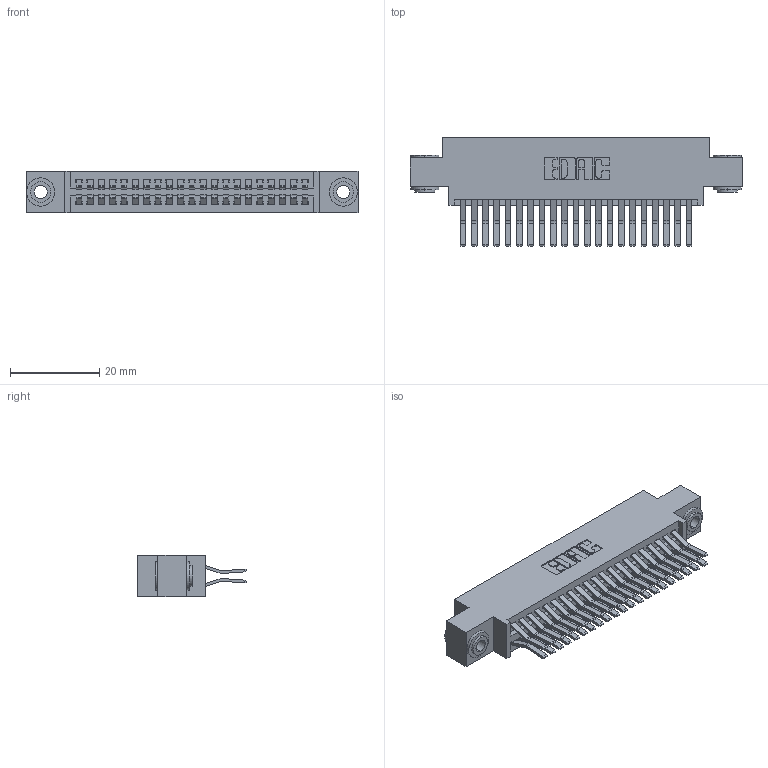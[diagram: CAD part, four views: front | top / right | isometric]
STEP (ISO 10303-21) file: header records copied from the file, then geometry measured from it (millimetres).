
FILE_DESCRIPTION (( 'STEP AP203' ), '1' );
FILE_NAME ('345-042-560-803.STEP', '2018-09-08T02:02:02', ( '' ), ( '' ), 'SwSTEP 2.0', 'SolidWorks 2016', '' );
FILE_SCHEMA (( 'CONFIG_CONTROL_DESIGN' ));
Length unit declared in the file: inch
Products named in the file (4): 345-042-560-803; 345 Part_0.170 Offset - 0.156 Dia-TH; 345-292-001_560 Tail; 345-250-002_345-250-002-102
Assembly tree (45 placements, depth 2):
  345-042-560-803
    345 Part_0.170 Offset - 0.156 Dia-TH
    345-292-001_560 Tail  x42
    345-250-002_345-250-002-102  x2
Bounding box: 74.55 x 24.45 x 9.4 mm (x, y, z)
Volume: 7228.1 mm3; surface area: 11334.1 mm2
Topology: 45 solids, 45 shells, 2352 faces, 6939 edges, 4566 vertices
Faces by surface type: plane 1480, cylinder 864, cone 8
Entity records: 20174 total; most frequent: CARTESIAN_POINT 3379, ORIENTED_EDGE 3306, DIRECTION 3039, EDGE_CURVE 1653, LINE 1409, VECTOR 1409, VERTEX_POINT 1098, AXIS2_PLACEMENT_3D 815
